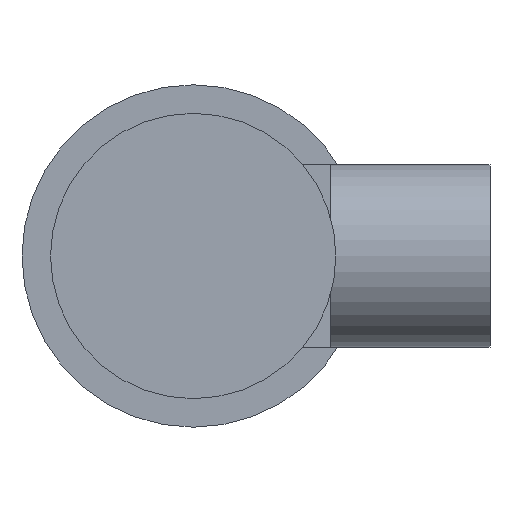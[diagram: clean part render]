
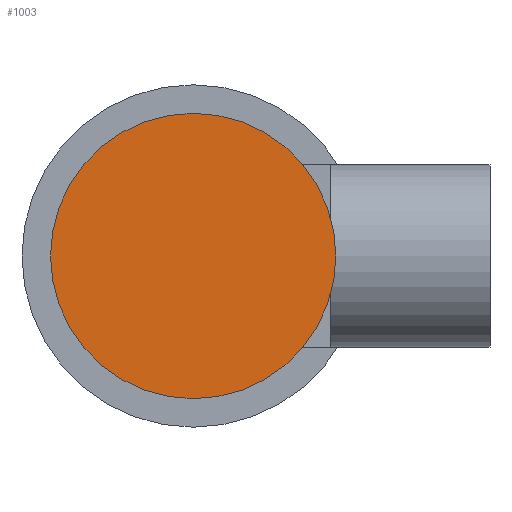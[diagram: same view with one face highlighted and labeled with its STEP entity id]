
A CAD part, front view. The second image highlights one B-rep face of the part: STEP entity #1003.
In plain terms, the highlighted planar face has unit normal (0, -1, 0).
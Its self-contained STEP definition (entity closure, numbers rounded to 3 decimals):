
#98 = FACE_OUTER_BOUND ( 'NONE', #939, .T. ) ;
#141 = DIRECTION ( 'NONE',  ( 0., 1., 0. ) ) ;
#191 = VERTEX_POINT ( 'NONE', #1013 ) ;
#261 = AXIS2_PLACEMENT_3D ( 'NONE', #305, #945, #456 ) ;
#294 = CARTESIAN_POINT ( 'NONE',  ( 0., 0., 0. ) ) ;
#305 = CARTESIAN_POINT ( 'NONE',  ( 0., 0., 0. ) ) ;
#318 = DIRECTION ( 'NONE',  ( 0., 1., 0. ) ) ;
#448 = CARTESIAN_POINT ( 'NONE',  ( 0., 0., 12.5 ) ) ;
#456 = DIRECTION ( 'NONE',  ( 0., 0., 1. ) ) ;
#475 = CIRCLE ( 'NONE', #261, 12.5 ) ;
#499 = EDGE_CURVE ( 'NONE', #1010, #191, #528, .T. ) ;
#528 = CIRCLE ( 'NONE', #572, 12.5 ) ;
#553 = ORIENTED_EDGE ( 'NONE', *, *, #1009, .F. ) ;
#572 = AXIS2_PLACEMENT_3D ( 'NONE', #793, #318, #1036 ) ;
#695 = PLANE ( 'NONE',  #928 ) ;
#731 = ORIENTED_EDGE ( 'NONE', *, *, #499, .F. ) ;
#793 = CARTESIAN_POINT ( 'NONE',  ( 0., 0., 0. ) ) ;
#854 = DIRECTION ( 'NONE',  ( 0., 0., 1. ) ) ;
#928 = AXIS2_PLACEMENT_3D ( 'NONE', #294, #141, #854 ) ;
#939 = EDGE_LOOP ( 'NONE', ( #553, #731 ) ) ;
#945 = DIRECTION ( 'NONE',  ( 0., 1., 0. ) ) ;
#1003 = ADVANCED_FACE ( 'NONE', ( #98 ), #695, .F. ) ;
#1009 = EDGE_CURVE ( 'NONE', #191, #1010, #475, .T. ) ;
#1010 = VERTEX_POINT ( 'NONE', #448 ) ;
#1013 = CARTESIAN_POINT ( 'NONE',  ( 0., 0., -12.5 ) ) ;
#1036 = DIRECTION ( 'NONE',  ( 0., 0., 1. ) ) ;
